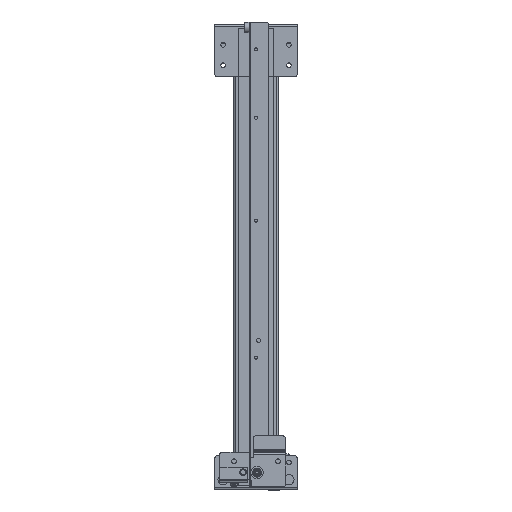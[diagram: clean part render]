
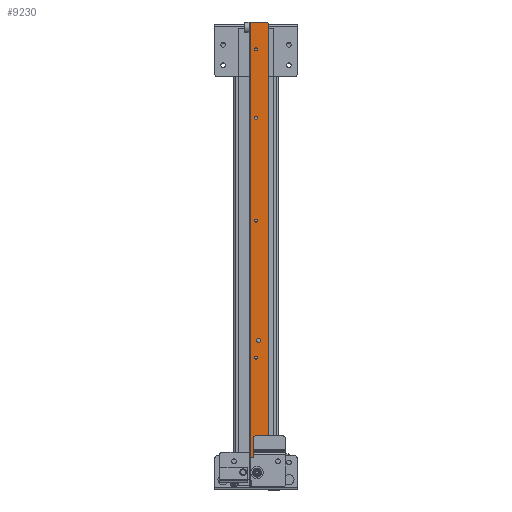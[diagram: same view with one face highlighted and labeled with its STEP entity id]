
A CAD part, top view. The second image highlights one B-rep face of the part: STEP entity #9230.
In plain terms, the highlighted planar face has unit normal (0, 0, 1).
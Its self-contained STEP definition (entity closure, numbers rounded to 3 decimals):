
#85=FACE_BOUND('',#3051,.T.);
#86=FACE_BOUND('',#3052,.T.);
#87=FACE_BOUND('',#3053,.T.);
#88=FACE_BOUND('',#3054,.T.);
#89=FACE_BOUND('',#3055,.T.);
#90=FACE_BOUND('',#3056,.T.);
#307=PLANE('',#10225);
#1037=LINE('',#15897,#1788);
#1047=LINE('',#15934,#1798);
#1059=LINE('',#15975,#1810);
#1060=LINE('',#15976,#1811);
#1788=VECTOR('',#12813,10.);
#1798=VECTOR('',#12847,10.);
#1810=VECTOR('',#12899,10.);
#1811=VECTOR('',#12900,10.);
#2509=FACE_OUTER_BOUND('',#3050,.T.);
#3050=EDGE_LOOP('',(#8213,#8214,#8215,#8216,#8217,#8218));
#3051=EDGE_LOOP('',(#8219));
#3052=EDGE_LOOP('',(#8220));
#3053=EDGE_LOOP('',(#8221));
#3054=EDGE_LOOP('',(#8222));
#3055=EDGE_LOOP('',(#8223));
#3056=EDGE_LOOP('',(#8224));
#3568=CIRCLE('',#10197,3.);
#3575=CIRCLE('',#10207,3.);
#3578=CIRCLE('',#10212,3.);
#3579=CIRCLE('',#10215,2.3);
#3580=CIRCLE('',#10217,2.3);
#3581=CIRCLE('',#10219,2.3);
#3582=CIRCLE('',#10221,2.3);
#3583=CIRCLE('',#10223,2.3);
#4383=VERTEX_POINT('',#15894);
#4384=VERTEX_POINT('',#15896);
#4388=VERTEX_POINT('',#15907);
#4389=VERTEX_POINT('',#15909);
#4399=VERTEX_POINT('',#15933);
#4400=VERTEX_POINT('',#15937);
#4403=VERTEX_POINT('',#15947);
#4404=VERTEX_POINT('',#15952);
#4405=VERTEX_POINT('',#15956);
#4406=VERTEX_POINT('',#15960);
#4407=VERTEX_POINT('',#15964);
#4408=VERTEX_POINT('',#15968);
#5644=EDGE_CURVE('',#4383,#4384,#1037,.T.);
#5650=EDGE_CURVE('',#4388,#4389,#3568,.T.);
#5662=EDGE_CURVE('',#4399,#4389,#1047,.T.);
#5664=EDGE_CURVE('',#4399,#4400,#3575,.T.);
#5670=EDGE_CURVE('',#4403,#4403,#3578,.T.);
#5671=EDGE_CURVE('',#4404,#4404,#3579,.T.);
#5673=EDGE_CURVE('',#4405,#4405,#3580,.T.);
#5675=EDGE_CURVE('',#4406,#4406,#3581,.T.);
#5677=EDGE_CURVE('',#4407,#4407,#3582,.T.);
#5679=EDGE_CURVE('',#4408,#4408,#3583,.T.);
#5683=EDGE_CURVE('',#4384,#4388,#1059,.T.);
#5684=EDGE_CURVE('',#4383,#4400,#1060,.T.);
#8213=ORIENTED_EDGE('',*,*,#5650,.F.);
#8214=ORIENTED_EDGE('',*,*,#5683,.F.);
#8215=ORIENTED_EDGE('',*,*,#5644,.F.);
#8216=ORIENTED_EDGE('',*,*,#5684,.T.);
#8217=ORIENTED_EDGE('',*,*,#5664,.F.);
#8218=ORIENTED_EDGE('',*,*,#5662,.T.);
#8219=ORIENTED_EDGE('',*,*,#5670,.T.);
#8220=ORIENTED_EDGE('',*,*,#5671,.T.);
#8221=ORIENTED_EDGE('',*,*,#5673,.T.);
#8222=ORIENTED_EDGE('',*,*,#5675,.T.);
#8223=ORIENTED_EDGE('',*,*,#5677,.T.);
#8224=ORIENTED_EDGE('',*,*,#5679,.T.);
#9230=ADVANCED_FACE('',(#2509,#85,#86,#87,#88,#89,#90),#307,.T.);
#10197=AXIS2_PLACEMENT_3D('',#15910,#12824,#12825);
#10207=AXIS2_PLACEMENT_3D('',#15938,#12851,#12852);
#10212=AXIS2_PLACEMENT_3D('',#15949,#12864,#12865);
#10215=AXIS2_PLACEMENT_3D('',#15953,#12870,#12871);
#10217=AXIS2_PLACEMENT_3D('',#15957,#12875,#12876);
#10219=AXIS2_PLACEMENT_3D('',#15961,#12880,#12881);
#10221=AXIS2_PLACEMENT_3D('',#15965,#12885,#12886);
#10223=AXIS2_PLACEMENT_3D('',#15969,#12890,#12891);
#10225=AXIS2_PLACEMENT_3D('',#15974,#12897,#12898);
#12813=DIRECTION('',(0.,1.,0.));
#12824=DIRECTION('center_axis',(0.,0.,-1.));
#12825=DIRECTION('ref_axis',(0.707,0.707,0.));
#12847=DIRECTION('',(0.,1.,0.));
#12851=DIRECTION('center_axis',(0.,0.,-1.));
#12852=DIRECTION('ref_axis',(0.707,-0.707,0.));
#12864=DIRECTION('center_axis',(0.,0.,-1.));
#12865=DIRECTION('ref_axis',(1.,0.,0.));
#12870=DIRECTION('center_axis',(0.,0.,-1.));
#12871=DIRECTION('ref_axis',(1.,0.,0.));
#12875=DIRECTION('center_axis',(0.,0.,-1.));
#12876=DIRECTION('ref_axis',(1.,0.,0.));
#12880=DIRECTION('center_axis',(0.,0.,-1.));
#12881=DIRECTION('ref_axis',(1.,0.,0.));
#12885=DIRECTION('center_axis',(0.,0.,-1.));
#12886=DIRECTION('ref_axis',(1.,0.,0.));
#12890=DIRECTION('center_axis',(0.,0.,-1.));
#12891=DIRECTION('ref_axis',(1.,0.,0.));
#12897=DIRECTION('center_axis',(0.,0.,1.));
#12898=DIRECTION('ref_axis',(1.,0.,0.));
#12899=DIRECTION('',(1.,0.,0.));
#12900=DIRECTION('',(1.,0.,0.));
#15894=CARTESIAN_POINT('',(-8.,-1.5,1962.));
#15896=CARTESIAN_POINT('',(-8.,678.5,1962.));
#15897=CARTESIAN_POINT('',(-8.,-1.5,1962.));
#15907=CARTESIAN_POINT('',(15.,678.5,1962.));
#15909=CARTESIAN_POINT('',(18.,675.5,1962.));
#15910=CARTESIAN_POINT('Origin',(15.,675.5,1962.));
#15933=CARTESIAN_POINT('',(18.,1.5,1962.));
#15934=CARTESIAN_POINT('',(18.,-1.5,1962.));
#15937=CARTESIAN_POINT('',(15.,-1.5,1962.));
#15938=CARTESIAN_POINT('Origin',(15.,1.5,1962.));
#15947=CARTESIAN_POINT('',(1.,213.5,1962.));
#15949=CARTESIAN_POINT('Origin',(4.,213.5,1962.));
#15952=CARTESIAN_POINT('',(-2.3,188.5,1962.));
#15953=CARTESIAN_POINT('Origin',(0.,188.5,1962.));
#15956=CARTESIAN_POINT('',(-2.3,538.5,1962.));
#15957=CARTESIAN_POINT('Origin',(0.,538.5,1962.));
#15960=CARTESIAN_POINT('',(-2.3,38.5,1962.));
#15961=CARTESIAN_POINT('Origin',(0.,38.5,1962.));
#15964=CARTESIAN_POINT('',(-2.3,638.5,1962.));
#15965=CARTESIAN_POINT('Origin',(0.,638.5,1962.));
#15968=CARTESIAN_POINT('',(-2.3,388.5,1962.));
#15969=CARTESIAN_POINT('Origin',(0.,388.5,1962.));
#15974=CARTESIAN_POINT('Origin',(-8.,-1.5,1962.));
#15975=CARTESIAN_POINT('',(-8.,678.5,1962.));
#15976=CARTESIAN_POINT('',(-8.,-1.5,1962.));
